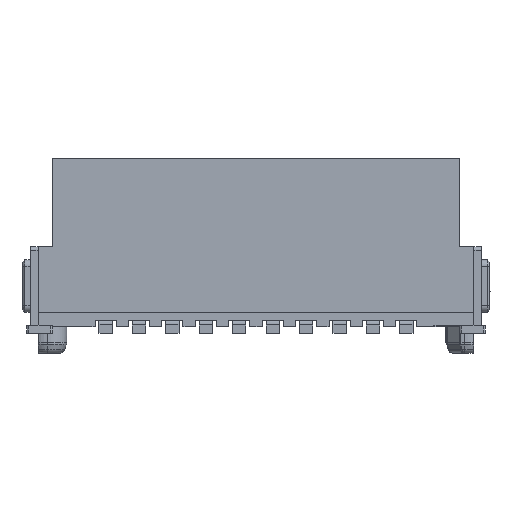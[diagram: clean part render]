
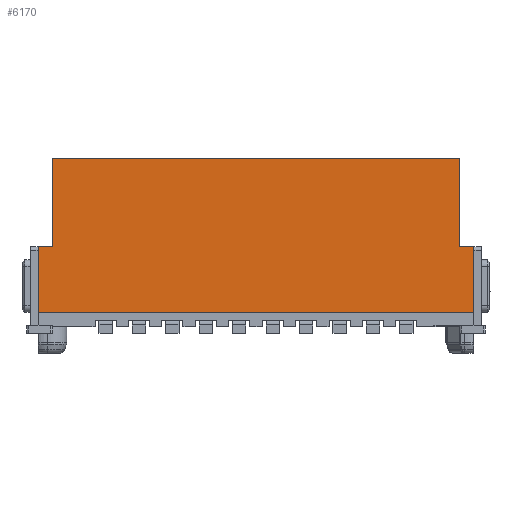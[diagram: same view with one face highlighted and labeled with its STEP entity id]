
A CAD part, front view. The second image highlights one B-rep face of the part: STEP entity #6170.
In plain terms, the highlighted planar face has unit normal (0, -1, 0).
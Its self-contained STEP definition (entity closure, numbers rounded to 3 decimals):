
#6118=AXIS2_PLACEMENT_3D('Plane Axis2P3D',#6115,#6116,#6117) ;
#2473=CARTESIAN_POINT('Vertex',(17.165,1.6,1.55)) ;
#2476=CARTESIAN_POINT('Line Origine',(8.89,1.6,1.55)) ;
#2480=CARTESIAN_POINT('Vertex',(0.615,1.6,1.55)) ;
#6067=CARTESIAN_POINT('Vertex',(17.165,1.6,4.05)) ;
#6070=CARTESIAN_POINT('Line Origine',(17.165,1.6,2.8)) ;
#6115=CARTESIAN_POINT('Axis2P3D Location',(3.509,1.6,1.319)) ;
#6120=CARTESIAN_POINT('Line Origine',(16.89,1.6,4.05)) ;
#6124=CARTESIAN_POINT('Vertex',(16.615,1.6,4.05)) ;
#6127=CARTESIAN_POINT('Line Origine',(16.615,1.6,5.715)) ;
#6131=CARTESIAN_POINT('Vertex',(16.615,1.6,7.38)) ;
#6134=CARTESIAN_POINT('Line Origine',(8.89,1.6,7.38)) ;
#6138=CARTESIAN_POINT('Vertex',(1.165,1.6,7.38)) ;
#6141=CARTESIAN_POINT('Line Origine',(1.165,1.6,5.715)) ;
#6145=CARTESIAN_POINT('Vertex',(1.165,1.6,4.05)) ;
#6148=CARTESIAN_POINT('Line Origine',(0.89,1.6,4.05)) ;
#6152=CARTESIAN_POINT('Vertex',(0.615,1.6,4.05)) ;
#6155=CARTESIAN_POINT('Line Origine',(0.615,1.6,2.8)) ;
#2477=DIRECTION('Vector Direction',(1.,0.,0.)) ;
#6071=DIRECTION('Vector Direction',(0.,0.,1.)) ;
#6116=DIRECTION('Axis2P3D Direction',(0.,-1.,0.)) ;
#6117=DIRECTION('Axis2P3D XDirection',(1.,0.,0.)) ;
#6121=DIRECTION('Vector Direction',(-1.,0.,0.)) ;
#6128=DIRECTION('Vector Direction',(0.,0.,-1.)) ;
#6135=DIRECTION('Vector Direction',(1.,0.,0.)) ;
#6142=DIRECTION('Vector Direction',(0.,0.,-1.)) ;
#6149=DIRECTION('Vector Direction',(-1.,0.,0.)) ;
#6156=DIRECTION('Vector Direction',(0.,0.,-1.)) ;
#2478=VECTOR('Line Direction',#2477,1.) ;
#6072=VECTOR('Line Direction',#6071,1.) ;
#6122=VECTOR('Line Direction',#6121,1.) ;
#6129=VECTOR('Line Direction',#6128,1.) ;
#6136=VECTOR('Line Direction',#6135,1.) ;
#6143=VECTOR('Line Direction',#6142,1.) ;
#6150=VECTOR('Line Direction',#6149,1.) ;
#6157=VECTOR('Line Direction',#6156,1.) ;
#6161=ORIENTED_EDGE('',*,*,#6074,.T.) ;
#6162=ORIENTED_EDGE('',*,*,#6126,.T.) ;
#6163=ORIENTED_EDGE('',*,*,#6133,.F.) ;
#6164=ORIENTED_EDGE('',*,*,#6140,.F.) ;
#6165=ORIENTED_EDGE('',*,*,#6147,.T.) ;
#6166=ORIENTED_EDGE('',*,*,#6154,.T.) ;
#6167=ORIENTED_EDGE('',*,*,#6159,.T.) ;
#6168=ORIENTED_EDGE('',*,*,#2482,.T.) ;
#6170=ADVANCED_FACE('Hauptk\X2\00F6\X0\rper',(#6169),#6119,.T.) ;
#2482=EDGE_CURVE('',#2481,#2474,#2479,.T.) ;
#6074=EDGE_CURVE('',#2474,#6068,#6073,.T.) ;
#6126=EDGE_CURVE('',#6068,#6125,#6123,.T.) ;
#6133=EDGE_CURVE('',#6132,#6125,#6130,.T.) ;
#6140=EDGE_CURVE('',#6139,#6132,#6137,.T.) ;
#6147=EDGE_CURVE('',#6139,#6146,#6144,.T.) ;
#6154=EDGE_CURVE('',#6146,#6153,#6151,.T.) ;
#6159=EDGE_CURVE('',#6153,#2481,#6158,.T.) ;
#6160=EDGE_LOOP('',(#6161,#6162,#6163,#6164,#6165,#6166,#6167,#6168)) ;
#6169=FACE_OUTER_BOUND('',#6160,.T.) ;
#2479=LINE('Line',#2476,#2478) ;
#6073=LINE('Line',#6070,#6072) ;
#6123=LINE('Line',#6120,#6122) ;
#6130=LINE('Line',#6127,#6129) ;
#6137=LINE('Line',#6134,#6136) ;
#6144=LINE('Line',#6141,#6143) ;
#6151=LINE('Line',#6148,#6150) ;
#6158=LINE('Line',#6155,#6157) ;
#6119=PLANE('',#6118) ;
#2474=VERTEX_POINT('',#2473) ;
#2481=VERTEX_POINT('',#2480) ;
#6068=VERTEX_POINT('',#6067) ;
#6125=VERTEX_POINT('',#6124) ;
#6132=VERTEX_POINT('',#6131) ;
#6139=VERTEX_POINT('',#6138) ;
#6146=VERTEX_POINT('',#6145) ;
#6153=VERTEX_POINT('',#6152) ;
